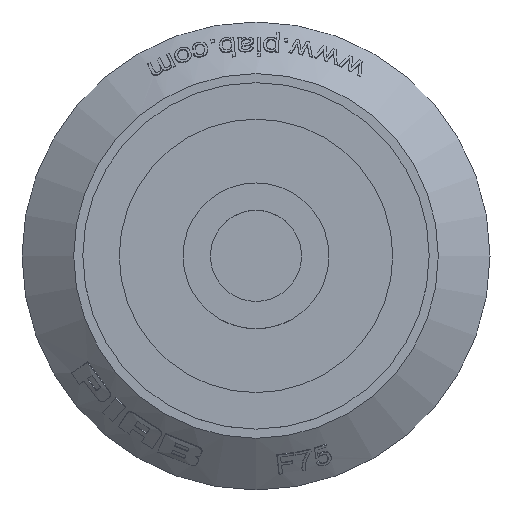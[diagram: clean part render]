
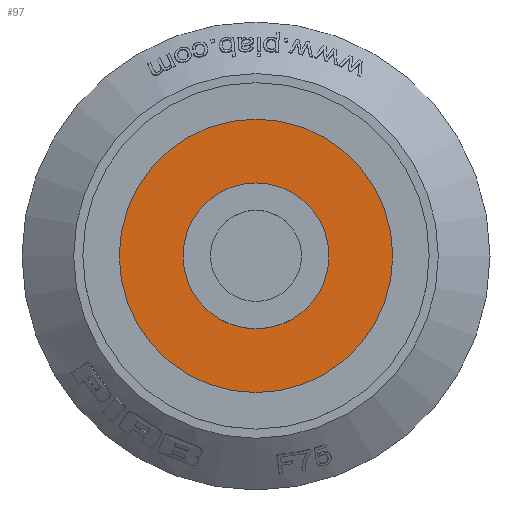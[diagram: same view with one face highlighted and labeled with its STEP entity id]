
A CAD part, top view. The second image highlights one B-rep face of the part: STEP entity #97.
In plain terms, the highlighted planar face has unit normal (0, 0, 1).
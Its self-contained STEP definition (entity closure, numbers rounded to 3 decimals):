
#97 = ADVANCED_FACE( '', ( #476, #477 ), #478, .F. );
#476 = FACE_OUTER_BOUND( '', #1139, .T. );
#477 = FACE_BOUND( '', #1140, .T. );
#478 = PLANE( '', #1141 );
#1139 = EDGE_LOOP( '', ( #2343 ) );
#1140 = EDGE_LOOP( '', ( #2344 ) );
#1141 = AXIS2_PLACEMENT_3D( '', #2345, #2346, #2347 );
#2343 = ORIENTED_EDGE( '', *, *, #4853, .F. );
#2344 = ORIENTED_EDGE( '', *, *, #4854, .T. );
#2345 = CARTESIAN_POINT( '', ( 0., 12., -5. ) );
#2346 = DIRECTION( '', ( 0., 0., -1. ) );
#2347 = DIRECTION( '', ( -1., 0., 0. ) );
#4853 = EDGE_CURVE( '', #5941, #5941, #5942, .T. );
#4854 = EDGE_CURVE( '', #5943, #5943, #5944, .T. );
#5941 = VERTEX_POINT( '', #8517 );
#5942 = CIRCLE( '', #8518, 25. );
#5943 = VERTEX_POINT( '', #8519 );
#5944 = CIRCLE( '', #8520, 12. );
#8517 = CARTESIAN_POINT( '', ( -25., 0., -5. ) );
#8518 = AXIS2_PLACEMENT_3D( '', #10634, #10635, #10636 );
#8519 = CARTESIAN_POINT( '', ( -12., 0., -5. ) );
#8520 = AXIS2_PLACEMENT_3D( '', #10637, #10638, #10639 );
#10634 = CARTESIAN_POINT( '', ( 0., 0., -5. ) );
#10635 = DIRECTION( '', ( 0., 0., -1. ) );
#10636 = DIRECTION( '', ( -1., 0., 0. ) );
#10637 = CARTESIAN_POINT( '', ( 0., 0., -5. ) );
#10638 = DIRECTION( '', ( 0., 0., -1. ) );
#10639 = DIRECTION( '', ( -1., 0., 0. ) );
